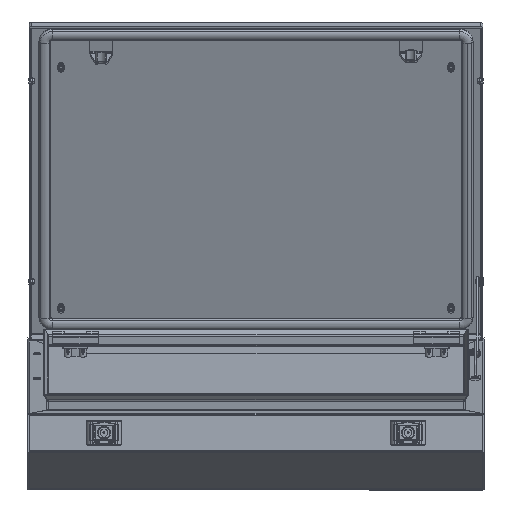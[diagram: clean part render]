
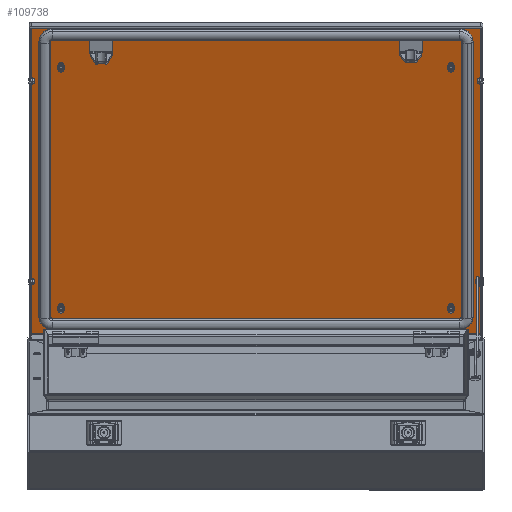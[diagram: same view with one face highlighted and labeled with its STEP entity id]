
A CAD part, front view. The second image highlights one B-rep face of the part: STEP entity #109738.
In plain terms, the highlighted face is planar.
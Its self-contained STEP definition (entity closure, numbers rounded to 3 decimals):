
#51987 = CARTESIAN_POINT ( 'NONE',  ( -218.5, -295.5, 2. ) ) ;
#51988 = CARTESIAN_POINT ( 'NONE',  ( 218.5, -295.5, 2. ) ) ;
#51990 = CARTESIAN_POINT ( 'NONE',  ( 218.5, 295.5, 2. ) ) ;
#51994 = CARTESIAN_POINT ( 'NONE',  ( -218.5, 295.5, 2. ) ) ;
#58014 = LINE ( 'NONE', #78673, #58043 ) ;
#58024 = LINE ( 'NONE', #78681, #58035 ) ;
#58032 = LINE ( 'NONE', #78671, #58052 ) ;
#58035 = VECTOR ( 'NONE', #78684, 1000. ) ;
#58039 = LINE ( 'NONE', #78682, #58060 ) ;
#58043 = VECTOR ( 'NONE', #78686, 1000. ) ;
#58052 = VECTOR ( 'NONE', #78691, 1000. ) ;
#58060 = VECTOR ( 'NONE', #78693, 1000. ) ;
#78671 = CARTESIAN_POINT ( 'NONE',  ( -219.5, 295.5, 2. ) ) ;
#78673 = CARTESIAN_POINT ( 'NONE',  ( 218.5, 295.5, 2. ) ) ;
#78681 = CARTESIAN_POINT ( 'NONE',  ( 219.5, -295.5, 2. ) ) ;
#78682 = CARTESIAN_POINT ( 'NONE',  ( -218.5, -295.5, 2. ) ) ;
#78684 = DIRECTION ( 'NONE',  ( -1., 0., 0. ) ) ;
#78686 = DIRECTION ( 'NONE',  ( 0., -1., 0. ) ) ;
#78691 = DIRECTION ( 'NONE',  ( 1., 0., 0. ) ) ;
#78693 = DIRECTION ( 'NONE',  ( 0., 1., 0. ) ) ;
#96401 = VERTEX_POINT ( 'NONE', #51987 ) ;
#96403 = VERTEX_POINT ( 'NONE', #51988 ) ;
#96407 = VERTEX_POINT ( 'NONE', #51990 ) ;
#96416 = VERTEX_POINT ( 'NONE', #51994 ) ;
#98831 = ORIENTED_EDGE ( 'NONE', *, *, #117403, .F. ) ;
#98834 = ORIENTED_EDGE ( 'NONE', *, *, #117404, .F. ) ;
#98838 = ORIENTED_EDGE ( 'NONE', *, *, #117405, .F. ) ;
#98841 = ORIENTED_EDGE ( 'NONE', *, *, #117406, .F. ) ;
#109738 = ADVANCED_FACE ( 'NONE', ( #133427 ), #137170, .T. ) ;
#117403 = EDGE_CURVE ( 'NONE', #96403, #96401, #58024, .T. ) ;
#117404 = EDGE_CURVE ( 'NONE', #96407, #96403, #58014, .T. ) ;
#117405 = EDGE_CURVE ( 'NONE', #96416, #96407, #58032, .T. ) ;
#117406 = EDGE_CURVE ( 'NONE', #96401, #96416, #58039, .T. ) ;
#121600 = AXIS2_PLACEMENT_3D ( 'NONE', #137163, #137172, #137173 ) ;
#125486 = EDGE_LOOP ( 'NONE', ( #98831, #98834, #98838, #98841 ) ) ;
#133427 = FACE_OUTER_BOUND ( 'NONE', #125486, .T. ) ;
#137163 = CARTESIAN_POINT ( 'NONE',  ( -219.5, -296.5, 2. ) ) ;
#137170 = PLANE ( 'NONE',  #121600 ) ;
#137172 = DIRECTION ( 'NONE',  ( 0., 0., 1. ) ) ;
#137173 = DIRECTION ( 'NONE',  ( 1., 0., 0. ) ) ;
